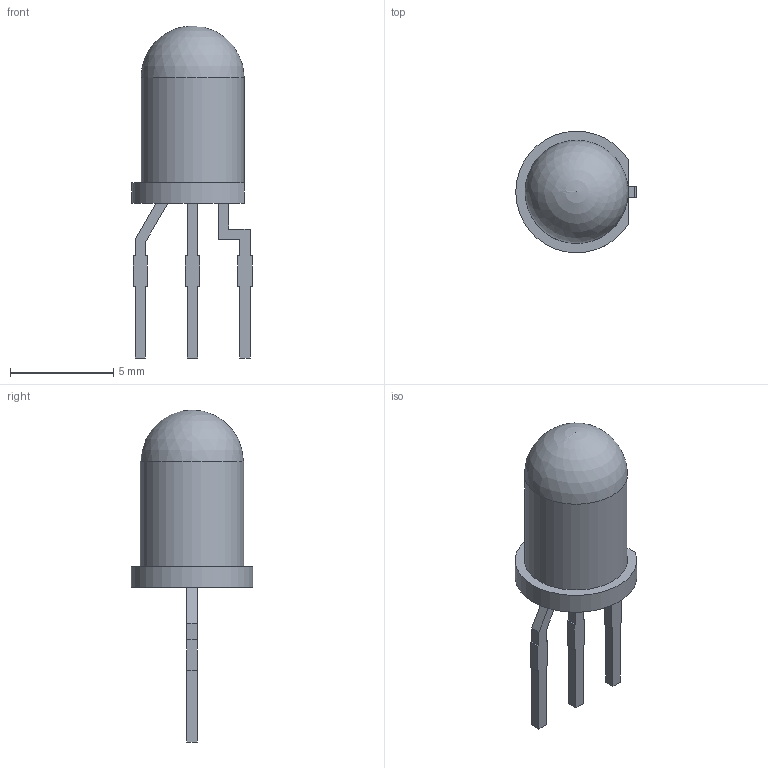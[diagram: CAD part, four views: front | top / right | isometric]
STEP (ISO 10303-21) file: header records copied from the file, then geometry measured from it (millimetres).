
FILE_DESCRIPTION(('STEP AP214'), '1');
FILE_NAME('WP59XXX_L7.5', '2022-07-19T12:16:46', (''), (''), 'ASCON STEP Converter 1.3', 'ASCON Math Kernel', '');
FILE_SCHEMA(('AUTOMOTIVE_DESIGN { 1 0 10303 214 3 1 1}'));
Length unit declared in the file: millimetre
Bounding box: 5.84 x 5.9 x 16.1 mm (x, y, z)
Volume: 165.7 mm3; surface area: 220.9 mm2
Topology: 1 solids, 1 shells, 51 faces, 139 edges, 92 vertices
Faces by surface type: plane 48, cylinder 2, sphere 1
Full cylindrical faces by diameter (mm): 5 x1
Entity records: 2010 total; most frequent: CARTESIAN_POINT 279, ORIENTED_EDGE 272, DIRECTION 245, EDGE_CURVE 136, LINE 131, VECTOR 131, VERTEX_POINT 91, AXIS2_PLACEMENT_3D 57
